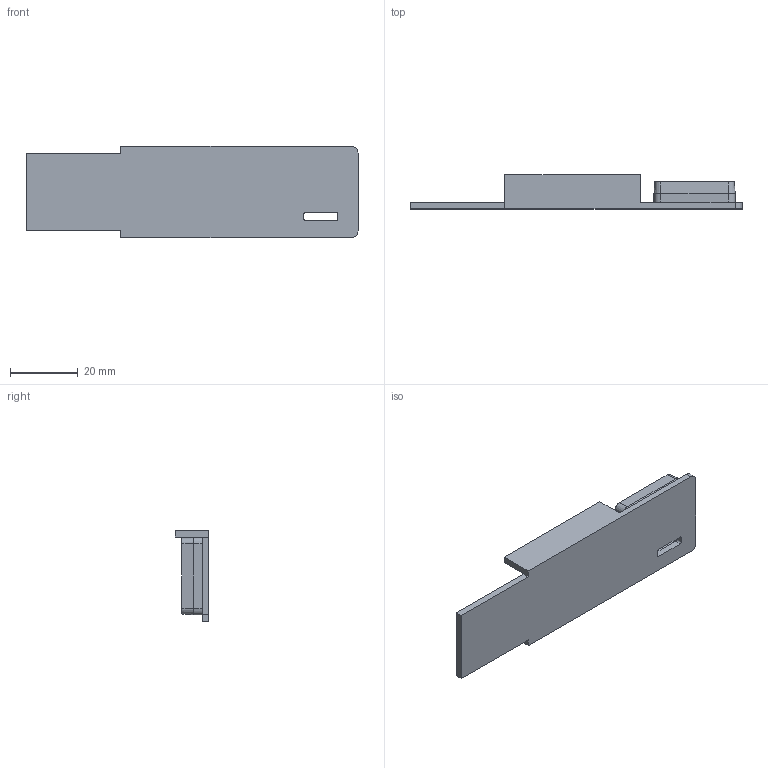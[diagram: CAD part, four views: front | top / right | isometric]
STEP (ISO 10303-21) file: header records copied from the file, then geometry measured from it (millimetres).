
FILE_DESCRIPTION (( 'STEP AP203' ), '1' );
FILE_NAME ('razdalja_dolgo_ohisje_2.STEP', '2025-07-30T08:50:04', ( '' ), ( '' ), 'SwSTEP 2.0', 'SolidWorks 2025', '' );
FILE_SCHEMA (( 'CONFIG_CONTROL_DESIGN' ));
Length unit declared in the file: millimetre
Products named in the file (1): razdalja_dolgo_ohisje_2
Bounding box: 98 x 10 x 27 mm (x, y, z)
Volume: 7459.8 mm3; surface area: 7149.8 mm2
Topology: 1 solids, 1 shells, 57 faces, 145 edges, 94 vertices
Faces by surface type: plane 35, cylinder 18, cone 4
Entity records: 1796 total; most frequent: DIRECTION 301, CARTESIAN_POINT 297, ORIENTED_EDGE 290, EDGE_CURVE 145, LINE 105, VECTOR 105, AXIS2_PLACEMENT_3D 98, VERTEX_POINT 94
